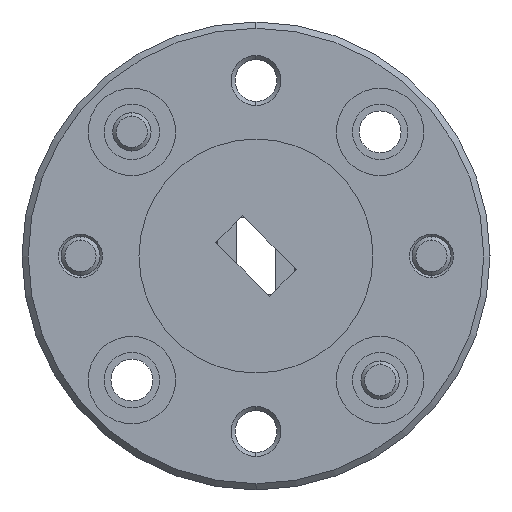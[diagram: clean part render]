
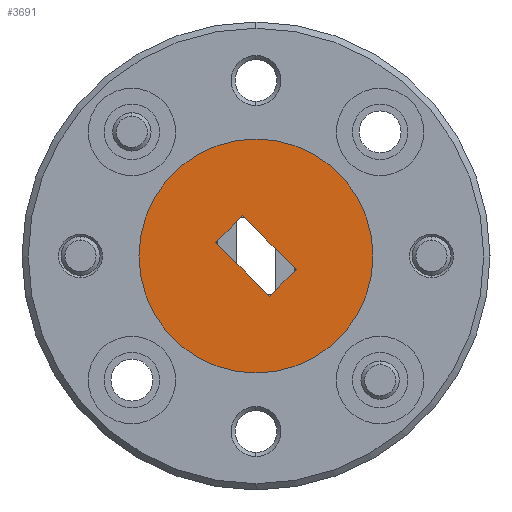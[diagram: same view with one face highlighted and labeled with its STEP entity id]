
A CAD part, left-side view. The second image highlights one B-rep face of the part: STEP entity #3691.
In plain terms, the highlighted planar face has unit normal (-1, 0, 0).
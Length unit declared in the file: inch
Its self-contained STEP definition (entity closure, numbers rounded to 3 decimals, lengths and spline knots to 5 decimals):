
#47 = EDGE_CURVE ( 'NONE', #1534, #2503, #2360, .T. ) ;
#200 = FACE_BOUND ( 'NONE', #1389, .T. ) ;
#216 = CARTESIAN_POINT ( 'NONE',  ( -1.45338, 0.16733, 0.45083 ) ) ;
#284 = DIRECTION ( 'NONE',  ( 0., -0.707, 0.707 ) ) ;
#374 = DIRECTION ( 'NONE',  ( -1., 0., 0. ) ) ;
#451 = CARTESIAN_POINT ( 'NONE',  ( -1.45338, -0.08487, 0.42926 ) ) ;
#526 = CARTESIAN_POINT ( 'NONE',  ( -1.45338, -0.02017, 0.26333 ) ) ;
#682 = VERTEX_POINT ( 'NONE', #451 ) ;
#693 = VECTOR ( 'NONE', #3541, 39.37008 ) ;
#720 = CARTESIAN_POINT ( 'NONE',  ( -1.45338, 0.0014, 0.51553 ) ) ;
#1074 = EDGE_CURVE ( 'NONE', #2503, #1534, #3719, .T. ) ;
#1191 = EDGE_CURVE ( 'NONE', #682, #2920, #2508, .T. ) ;
#1249 = AXIS2_PLACEMENT_3D ( 'NONE', #1361, #1477, #3074 ) ;
#1288 = CARTESIAN_POINT ( 'NONE',  ( -1.45338, 0.04453, 0.47239 ) ) ;
#1309 = DIRECTION ( 'NONE',  ( 0., 0.707, 0.707 ) ) ;
#1313 = CARTESIAN_POINT ( 'NONE',  ( -1.45338, 0.04453, 0.47239 ) ) ;
#1361 = CARTESIAN_POINT ( 'NONE',  ( -1.45338, -0.02017, 0.45083 ) ) ;
#1368 = VERTEX_POINT ( 'NONE', #1470 ) ;
#1389 = EDGE_LOOP ( 'NONE', ( #3731, #2452, #4020, #2592 ) ) ;
#1446 = VERTEX_POINT ( 'NONE', #2098 ) ;
#1458 = VECTOR ( 'NONE', #4160, 39.37008 ) ;
#1470 = CARTESIAN_POINT ( 'NONE',  ( -1.45338, 0.04453, 0.47239 ) ) ;
#1477 = DIRECTION ( 'NONE',  ( -1., 0., 0. ) ) ;
#1534 = VERTEX_POINT ( 'NONE', #2484 ) ;
#1549 = VECTOR ( 'NONE', #1309, 39.37008 ) ;
#1569 = ORIENTED_EDGE ( 'NONE', *, *, #1074, .T. ) ;
#1834 = ORIENTED_EDGE ( 'NONE', *, *, #47, .T. ) ;
#2098 = CARTESIAN_POINT ( 'NONE',  ( -1.45338, -0.04174, 0.38613 ) ) ;
#2136 = AXIS2_PLACEMENT_3D ( 'NONE', #2912, #374, #2320 ) ;
#2141 = PLANE ( 'NONE',  #4061 ) ;
#2320 = DIRECTION ( 'NONE',  ( 0., 0., 1. ) ) ;
#2360 = CIRCLE ( 'NONE', #1249, 0.1875 ) ;
#2452 = ORIENTED_EDGE ( 'NONE', *, *, #1191, .F. ) ;
#2455 = EDGE_LOOP ( 'NONE', ( #1834, #1569 ) ) ;
#2482 = DIRECTION ( 'NONE',  ( 1., 0., 0. ) ) ;
#2484 = CARTESIAN_POINT ( 'NONE',  ( -1.45338, -0.02017, 0.63833 ) ) ;
#2503 = VERTEX_POINT ( 'NONE', #526 ) ;
#2508 = LINE ( 'NONE', #720, #1549 ) ;
#2557 = CARTESIAN_POINT ( 'NONE',  ( -1.45338, -0.04174, 0.38613 ) ) ;
#2592 = ORIENTED_EDGE ( 'NONE', *, *, #2736, .F. ) ;
#2715 = EDGE_CURVE ( 'NONE', #2920, #1368, #3476, .T. ) ;
#2736 = EDGE_CURVE ( 'NONE', #1368, #1446, #3168, .T. ) ;
#2763 = EDGE_CURVE ( 'NONE', #1446, #682, #2816, .T. ) ;
#2816 = LINE ( 'NONE', #2557, #3212 ) ;
#2830 = DIRECTION ( 'NONE',  ( 0., 0., 1. ) ) ;
#2912 = CARTESIAN_POINT ( 'NONE',  ( -1.45338, -0.02017, 0.45083 ) ) ;
#2920 = VERTEX_POINT ( 'NONE', #3392 ) ;
#3074 = DIRECTION ( 'NONE',  ( 0., 0., 1. ) ) ;
#3168 = LINE ( 'NONE', #1313, #1458 ) ;
#3212 = VECTOR ( 'NONE', #284, 39.37008 ) ;
#3392 = CARTESIAN_POINT ( 'NONE',  ( -1.45338, 0.0014, 0.51553 ) ) ;
#3476 = LINE ( 'NONE', #1288, #693 ) ;
#3531 = FACE_OUTER_BOUND ( 'NONE', #2455, .T. ) ;
#3541 = DIRECTION ( 'NONE',  ( 0., 0.707, -0.707 ) ) ;
#3691 = ADVANCED_FACE ( 'NONE', ( #200, #3531 ), #2141, .F. ) ;
#3719 = CIRCLE ( 'NONE', #2136, 0.1875 ) ;
#3731 = ORIENTED_EDGE ( 'NONE', *, *, #2715, .F. ) ;
#4020 = ORIENTED_EDGE ( 'NONE', *, *, #2763, .F. ) ;
#4061 = AXIS2_PLACEMENT_3D ( 'NONE', #216, #2482, #2830 ) ;
#4160 = DIRECTION ( 'NONE',  ( 0., -0.707, -0.707 ) ) ;
